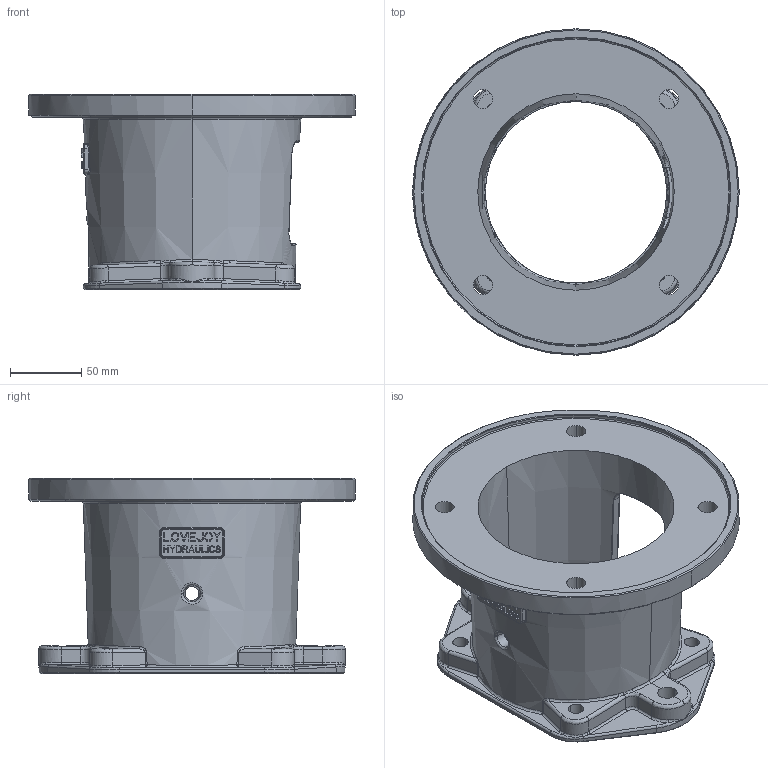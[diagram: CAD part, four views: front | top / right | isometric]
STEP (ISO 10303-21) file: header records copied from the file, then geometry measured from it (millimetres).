
FILE_DESCRIPTION((''),'2;1');
FILE_NAME('84527105154_ASM','2013-04-26T',('ppetruska'),(''),'PRO/ENGINEER BY PARAMETRIC TECHNOLOGY CORPORATION, 2012480','PRO/ENGINEER BY PARAMETRIC TECHNOLOGY CORPORATION, 2012480','');
FILE_SCHEMA(('CONFIG_CONTROL_DESIGN'));
Length unit declared in the file: inch
Products named in the file (3): 84527106025_AF2; 84527106031_AF1_ASM; 84527105154_ASM
Assembly tree (2 placements, depth 3):
  84527105154_ASM
    84527106031_AF1_ASM
      84527106025_AF2
Bounding box: 228.6 x 228.6 x 136.59 mm (x, y, z)
Volume: 852366.9 mm3; surface area: 198053.4 mm2
Topology: 1 solids, 1 shells, 703 faces, 1834 edges, 1156 vertices
Faces by surface type: plane 437, bspline 126, cylinder 90, cone 26, torus 12, sphere 8, extrusion 4
Entity records: 27785 total; most frequent: CARTESIAN_POINT 11308, ORIENTED_EDGE 3668, DIRECTION 2972, EDGE_CURVE 1834, VECTOR 1294, LINE 1290, VERTEX_POINT 1156, AXIS2_PLACEMENT_3D 839
